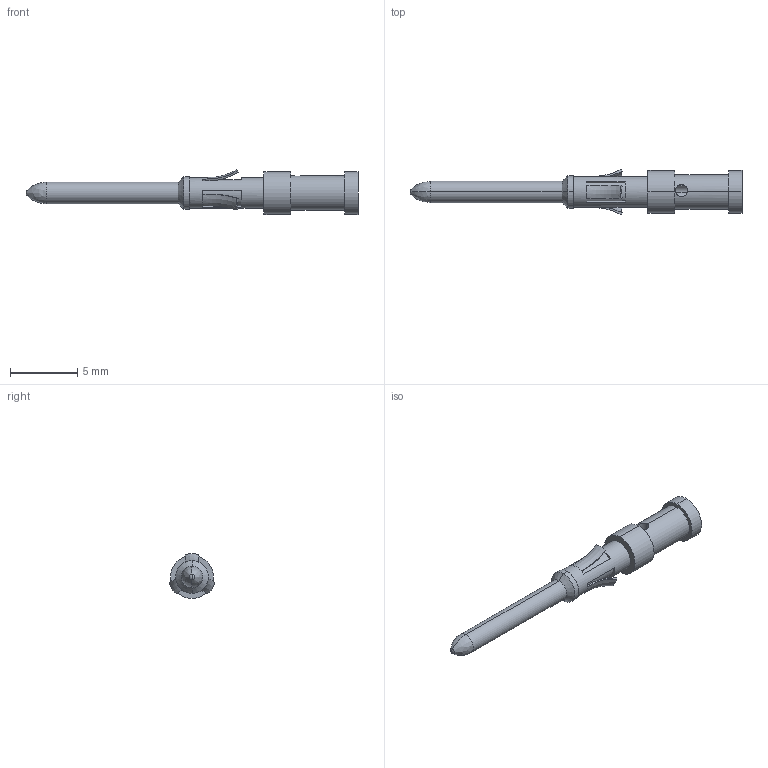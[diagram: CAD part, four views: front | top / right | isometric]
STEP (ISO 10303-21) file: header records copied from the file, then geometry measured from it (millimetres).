
FILE_DESCRIPTION((''),'2;1');
FILE_NAME('ZCDSM-0_5','2017-03-29T',('tl.yang'),(''),'PRO/ENGINEER BY PARAMETRIC TECHNOLOGY CORPORATION, 2011500','PRO/ENGINEER BY PARAMETRIC TECHNOLOGY CORPORATION, 2011500','');
FILE_SCHEMA(('CONFIG_CONTROL_DESIGN'));
Length unit declared in the file: millimetre
Products named in the file (1): ZCDSM-0_5
Bounding box: 24.7 x 3.36 x 3.35 mm (x, y, z)
Volume: 84.3 mm3; surface area: 225.6 mm2
Topology: 1 solids, 1 shells, 69 faces, 176 edges, 111 vertices
Faces by surface type: plane 27, cylinder 20, bspline 14, cone 6, sphere 2
Entity records: 3067 total; most frequent: CARTESIAN_POINT 1407, ORIENTED_EDGE 344, DIRECTION 331, EDGE_CURVE 172, AXIS2_PLACEMENT_3D 131, VERTEX_POINT 111, EDGE_LOOP 77, CIRCLE 76
